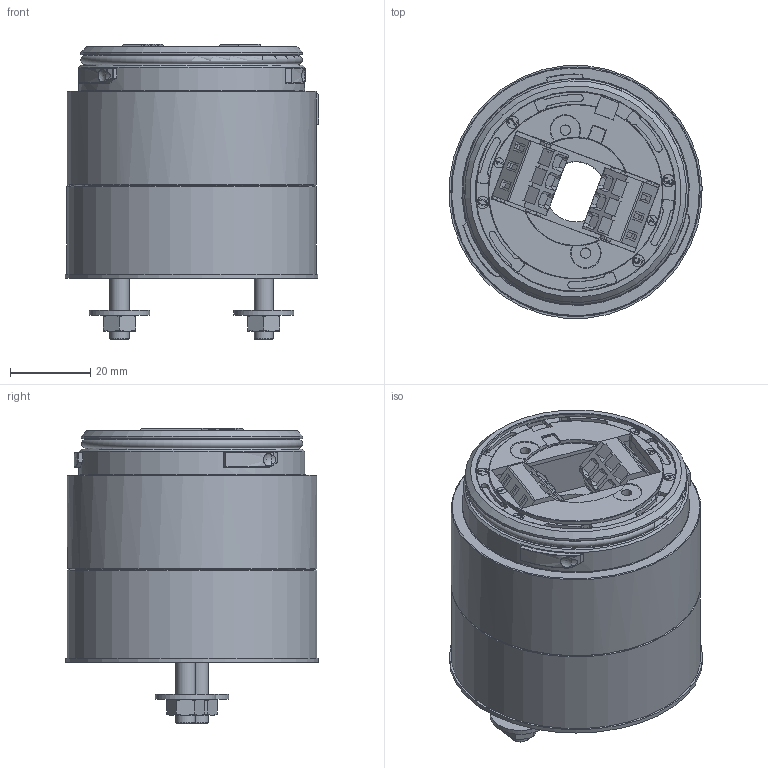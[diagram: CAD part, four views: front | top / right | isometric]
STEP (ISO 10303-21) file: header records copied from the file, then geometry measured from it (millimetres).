
FILE_DESCRIPTION(/* description */ (''),/* implementation_level */ '2;1');
FILE_NAME(/* name */ 'YMS.stp',/* time_stamp */ '2014-11-17T15:57:53+01:00',/* author */ (''),/* organization */ (''),/* preprocessor_version */ 'ST-DEVELOPER v11',/* originating_system */ 'SIEMENS PLM Software NX 7.5',/* authorisation */ '');
FILE_SCHEMA (('AUTOMOTIVE_DESIGN { 1 0 10303 214 1 1 1 1 }'));
Length unit declared in the file: millimetre
Products named in the file (1): m.ne07FE6bsx
Bounding box: 62.99 x 62.77 x 73.48 mm (x, y, z)
Volume: 155937.2 mm3; surface area: 32861.3 mm2
Topology: 8 solids, 12 shells, 803 faces, 2056 edges, 1301 vertices
Faces by surface type: plane 421, cylinder 140, cone 136, torus 34, sphere 29, bspline 22, extrusion 21
Full cylindrical faces by diameter (mm): 1.2 x16, 2.5 x2, 3 x4, 4.2 x2, 4.826 x2, 5.3 x2, 5.5 x2, 8.5 x2, 14.991 x1, 15 x2, 16 x1, 55.1 x1, 62 x2, 63 x1
Entity records: 25503 total; most frequent: CARTESIAN_POINT 6168, DIRECTION 3861, ORIENTED_EDGE 3822, EDGE_CURVE 1911, AXIS2_PLACEMENT_3D 1397, VERTEX_POINT 1259, VECTOR 1067, LINE 1046
